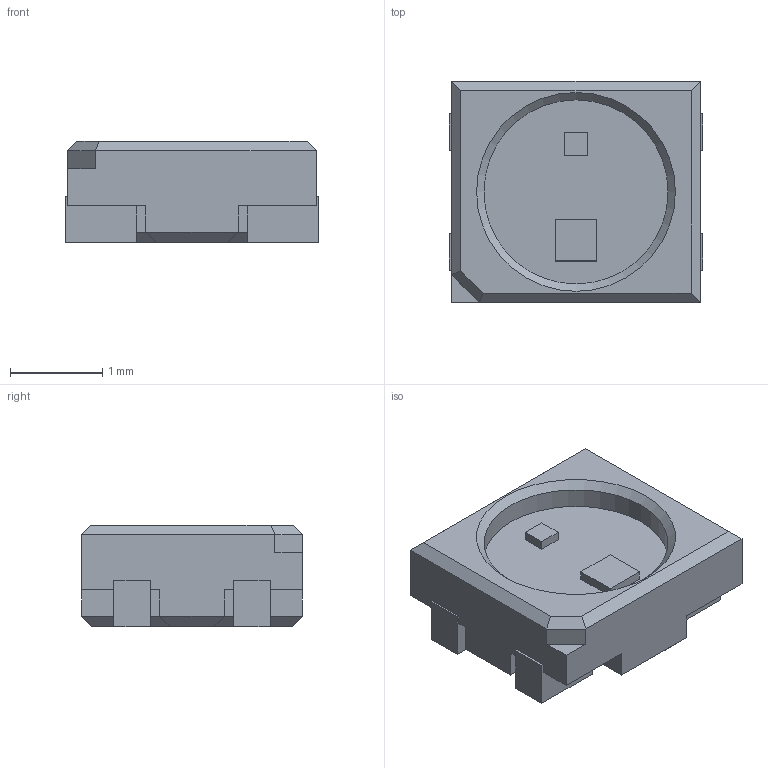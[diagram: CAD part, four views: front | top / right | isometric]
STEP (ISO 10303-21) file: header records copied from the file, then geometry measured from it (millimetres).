
FILE_DESCRIPTION(('FreeCAD Model'),'2;1');
FILE_NAME('Open CASCADE Shape Model','2023-12-13T19:55:38',('Author'),( ''),'Open CASCADE STEP processor 7.6','FreeCAD','Unknown');
FILE_SCHEMA(('AUTOMOTIVE_DESIGN { 1 0 10303 214 1 1 1 1 }'));
Length unit declared in the file: millimetre
Products named in the file (1): Chamfer002
Bounding box: 2.75 x 2.4 x 1.1 mm (x, y, z)
Volume: 5.3 mm3; surface area: 28.9 mm2
Topology: 1 solids, 1 shells, 77 faces, 194 edges, 123 vertices
Faces by surface type: plane 73, cone 2, cylinder 2
Full cylindrical faces by diameter (mm): 0.6 x1, 2 x1
Entity records: 2807 total; most frequent: CARTESIAN_POINT 395, ORIENTED_EDGE 388, DIRECTION 356, EDGE_CURVE 194, LINE 188, VECTOR 188, VERTEX_POINT 123, AXIS2_PLACEMENT_3D 84
